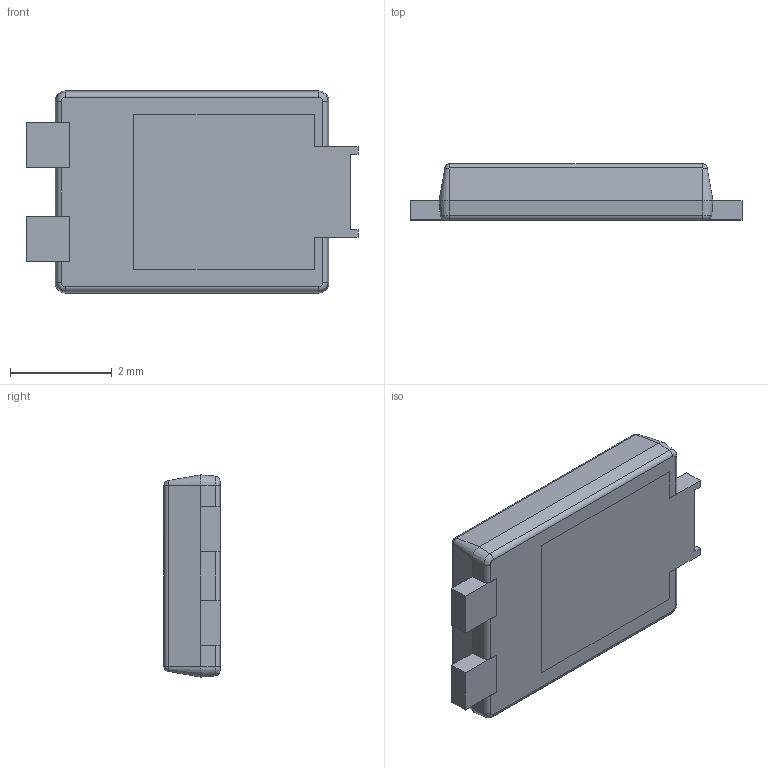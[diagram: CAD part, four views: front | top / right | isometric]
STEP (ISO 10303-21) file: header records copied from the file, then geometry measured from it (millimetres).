
FILE_DESCRIPTION (( 'STEP AP214' ), '1' );
FILE_NAME ('PDS1040-13.STEP', '2021-08-03T10:18:18', ( '' ), ( '' ), 'SwSTEP 2.0', 'SolidWorks 2018', '' );
FILE_SCHEMA (( 'AUTOMOTIVE_DESIGN' ));
Length unit declared in the file: millimetre
Products named in the file (2): PDS1040-13
Bounding box: 6.51 x 1.1 x 3.97 mm (x, y, z)
Volume: 23.1 mm3; surface area: 98.8 mm2
Topology: 4 solids, 4 shells, 82 faces, 192 edges, 114 vertices
Faces by surface type: plane 55, cylinder 11, cone 8, torus 4, bspline 4
Entity records: 3388 total; most frequent: CARTESIAN_POINT 586, ORIENTED_EDGE 376, DIRECTION 362, EDGE_CURVE 188, LINE 150, VECTOR 150, VERTEX_POINT 114, AXIS2_PLACEMENT_3D 106
